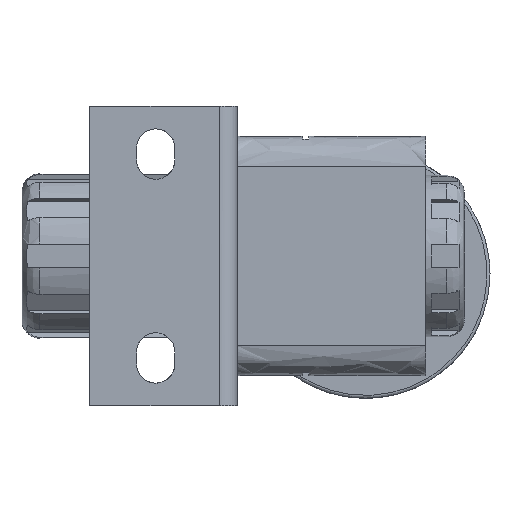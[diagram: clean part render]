
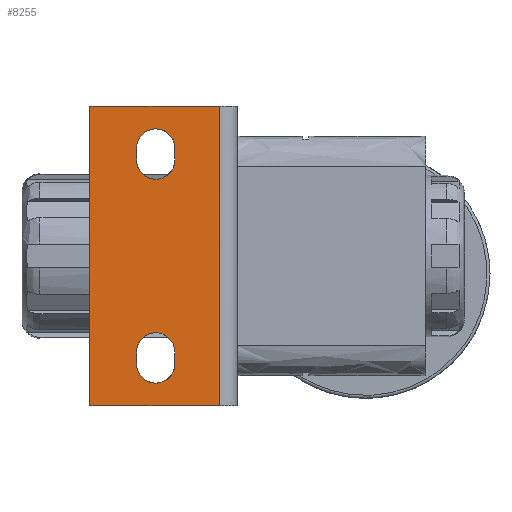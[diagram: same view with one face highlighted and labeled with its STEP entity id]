
A CAD part, left-side view. The second image highlights one B-rep face of the part: STEP entity #8255.
In plain terms, the highlighted free-form (B-spline) face has degree [1, 1] with [2, 2] control points.
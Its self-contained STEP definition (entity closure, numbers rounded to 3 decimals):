
#7582 = VERTEX_POINT('',#7583);
#7583 = CARTESIAN_POINT('',(-49.715,55.856,
    -26.32));
#7601 = VERTEX_POINT('',#7602);
#7602 = CARTESIAN_POINT('',(-49.715,46.498,
    -26.32));
#7607 = EDGE_CURVE('',#7601,#7582,#7608,.T.);
#7608 = ( BOUNDED_CURVE() B_SPLINE_CURVE(2,(#7609,#7610,#7611,#7612,
#7613),.UNSPECIFIED.,.F.,.F.) B_SPLINE_CURVE_WITH_KNOTS((3,2,3),(
    4.712,6.283,7.854),
.PIECEWISE_BEZIER_KNOTS.) CURVE() GEOMETRIC_REPRESENTATION_ITEM() 
RATIONAL_B_SPLINE_CURVE((1.,0.707,1.,0.707,1.)) 
REPRESENTATION_ITEM('') );
#7609 = CARTESIAN_POINT('',(-49.715,46.498,
    -26.32));
#7610 = CARTESIAN_POINT('',(-49.715,46.498,
    -30.999));
#7611 = CARTESIAN_POINT('',(-49.715,51.177,
    -30.999));
#7612 = CARTESIAN_POINT('',(-49.715,55.856,
    -30.999));
#7613 = CARTESIAN_POINT('',(-49.715,55.856,
    -26.32));
#7629 = EDGE_CURVE('',#7582,#7630,#7632,.T.);
#7630 = VERTEX_POINT('',#7631);
#7631 = CARTESIAN_POINT('',(-49.715,55.856,
    -23.395));
#7632 = B_SPLINE_CURVE_WITH_KNOTS('',1,(#7633,#7634),.UNSPECIFIED.,.F.,
  .F.,(2,2),(3.,5.),.PIECEWISE_BEZIER_KNOTS.);
#7633 = CARTESIAN_POINT('',(-49.715,55.856,
    -26.32));
#7634 = CARTESIAN_POINT('',(-49.715,55.856,
    -23.395));
#7658 = VERTEX_POINT('',#7659);
#7659 = CARTESIAN_POINT('',(-49.715,46.498,
    -23.395));
#7675 = EDGE_CURVE('',#7630,#7658,#7676,.T.);
#7676 = ( BOUNDED_CURVE() B_SPLINE_CURVE(2,(#7677,#7678,#7679,#7680,
#7681),.UNSPECIFIED.,.F.,.F.) B_SPLINE_CURVE_WITH_KNOTS((3,2,3),(
    1.571,3.142,4.712),
.PIECEWISE_BEZIER_KNOTS.) CURVE() GEOMETRIC_REPRESENTATION_ITEM() 
RATIONAL_B_SPLINE_CURVE((1.,0.707,1.,0.707,1.)) 
REPRESENTATION_ITEM('') );
#7677 = CARTESIAN_POINT('',(-49.715,55.856,
    -23.395));
#7678 = CARTESIAN_POINT('',(-49.715,55.856,
    -18.716));
#7679 = CARTESIAN_POINT('',(-49.715,51.177,
    -18.716));
#7680 = CARTESIAN_POINT('',(-49.715,46.498,
    -18.716));
#7681 = CARTESIAN_POINT('',(-49.715,46.498,
    -23.395));
#7697 = EDGE_CURVE('',#7658,#7601,#7698,.T.);
#7698 = B_SPLINE_CURVE_WITH_KNOTS('',1,(#7699,#7700),.UNSPECIFIED.,.F.,
  .F.,(2,2),(-5.,-3.),.PIECEWISE_BEZIER_KNOTS.);
#7699 = CARTESIAN_POINT('',(-49.715,46.498,
    -23.395));
#7700 = CARTESIAN_POINT('',(-49.715,46.498,
    -26.32));
#7718 = VERTEX_POINT('',#7719);
#7719 = CARTESIAN_POINT('',(-49.715,55.856,
    23.395));
#7737 = VERTEX_POINT('',#7738);
#7738 = CARTESIAN_POINT('',(-49.715,46.498,
    23.395));
#7743 = EDGE_CURVE('',#7737,#7718,#7744,.T.);
#7744 = ( BOUNDED_CURVE() B_SPLINE_CURVE(2,(#7745,#7746,#7747,#7748,
#7749),.UNSPECIFIED.,.F.,.F.) B_SPLINE_CURVE_WITH_KNOTS((3,2,3),(
    4.712,6.283,7.854),
.PIECEWISE_BEZIER_KNOTS.) CURVE() GEOMETRIC_REPRESENTATION_ITEM() 
RATIONAL_B_SPLINE_CURVE((1.,0.707,1.,0.707,1.)) 
REPRESENTATION_ITEM('') );
#7745 = CARTESIAN_POINT('',(-49.715,46.498,
    23.395));
#7746 = CARTESIAN_POINT('',(-49.715,46.498,
    18.716));
#7747 = CARTESIAN_POINT('',(-49.715,51.177,
    18.716));
#7748 = CARTESIAN_POINT('',(-49.715,55.856,
    18.716));
#7749 = CARTESIAN_POINT('',(-49.715,55.856,
    23.395));
#7765 = EDGE_CURVE('',#7718,#7766,#7768,.T.);
#7766 = VERTEX_POINT('',#7767);
#7767 = CARTESIAN_POINT('',(-49.715,55.856,
    26.32));
#7768 = B_SPLINE_CURVE_WITH_KNOTS('',1,(#7769,#7770),.UNSPECIFIED.,.F.,
  .F.,(2,2),(20.,22.),.PIECEWISE_BEZIER_KNOTS.);
#7769 = CARTESIAN_POINT('',(-49.715,55.856,
    23.395));
#7770 = CARTESIAN_POINT('',(-49.715,55.856,
    26.32));
#7794 = VERTEX_POINT('',#7795);
#7795 = CARTESIAN_POINT('',(-49.715,46.498,
    26.32));
#7811 = EDGE_CURVE('',#7766,#7794,#7812,.T.);
#7812 = ( BOUNDED_CURVE() B_SPLINE_CURVE(2,(#7813,#7814,#7815,#7816,
#7817),.UNSPECIFIED.,.F.,.F.) B_SPLINE_CURVE_WITH_KNOTS((3,2,3),(
    1.571,3.142,4.712),
.PIECEWISE_BEZIER_KNOTS.) CURVE() GEOMETRIC_REPRESENTATION_ITEM() 
RATIONAL_B_SPLINE_CURVE((1.,0.707,1.,0.707,1.)) 
REPRESENTATION_ITEM('') );
#7813 = CARTESIAN_POINT('',(-49.715,55.856,
    26.32));
#7814 = CARTESIAN_POINT('',(-49.715,55.856,
    30.999));
#7815 = CARTESIAN_POINT('',(-49.715,51.177,
    30.999));
#7816 = CARTESIAN_POINT('',(-49.715,46.498,
    30.999));
#7817 = CARTESIAN_POINT('',(-49.715,46.498,
    26.32));
#7833 = EDGE_CURVE('',#7794,#7737,#7834,.T.);
#7834 = B_SPLINE_CURVE_WITH_KNOTS('',1,(#7835,#7836),.UNSPECIFIED.,.F.,
  .F.,(2,2),(-22.,-20.),.PIECEWISE_BEZIER_KNOTS.);
#7835 = CARTESIAN_POINT('',(-49.715,46.498,
    26.32));
#7836 = CARTESIAN_POINT('',(-49.715,46.498,
    23.395));
#8050 = VERTEX_POINT('',#8051);
#8051 = CARTESIAN_POINT('',(-49.715,35.678,
    -36.555));
#8057 = EDGE_CURVE('',#8050,#8058,#8060,.T.);
#8058 = VERTEX_POINT('',#8059);
#8059 = CARTESIAN_POINT('',(-49.715,67.262,
    -36.555));
#8060 = B_SPLINE_CURVE_WITH_KNOTS('',1,(#8061,#8062),.UNSPECIFIED.,.F.,
  .F.,(2,2),(0.,21.6),.PIECEWISE_BEZIER_KNOTS.);
#8061 = CARTESIAN_POINT('',(-49.715,35.678,
    -36.555));
#8062 = CARTESIAN_POINT('',(-49.715,67.262,
    -36.555));
#8123 = VERTEX_POINT('',#8124);
#8124 = CARTESIAN_POINT('',(-49.715,67.262,
    36.555));
#8129 = EDGE_CURVE('',#8130,#8123,#8132,.T.);
#8130 = VERTEX_POINT('',#8131);
#8131 = CARTESIAN_POINT('',(-49.715,35.678,
    36.555));
#8132 = B_SPLINE_CURVE_WITH_KNOTS('',1,(#8133,#8134),.UNSPECIFIED.,.F.,
  .F.,(2,2),(0.,21.6),.PIECEWISE_BEZIER_KNOTS.);
#8133 = CARTESIAN_POINT('',(-49.715,35.678,
    36.555));
#8134 = CARTESIAN_POINT('',(-49.715,67.262,
    36.555));
#8242 = EDGE_CURVE('',#8050,#8130,#8243,.T.);
#8243 = B_SPLINE_CURVE_WITH_KNOTS('',1,(#8244,#8245),.UNSPECIFIED.,.F.,
  .F.,(2,2),(0.,50.),.PIECEWISE_BEZIER_KNOTS.);
#8244 = CARTESIAN_POINT('',(-49.715,35.678,
    -36.555));
#8245 = CARTESIAN_POINT('',(-49.715,35.678,
    36.555));
#8255 = ADVANCED_FACE('',(#8256,#8266,#8272),#8278,.T.);
#8256 = FACE_BOUND('',#8257,.T.);
#8257 = EDGE_LOOP('',(#8258,#8259,#8264,#8265));
#8258 = ORIENTED_EDGE('',*,*,#8129,.T.);
#8259 = ORIENTED_EDGE('',*,*,#8260,.F.);
#8260 = EDGE_CURVE('',#8058,#8123,#8261,.T.);
#8261 = B_SPLINE_CURVE_WITH_KNOTS('',1,(#8262,#8263),.UNSPECIFIED.,.F.,
  .F.,(2,2),(0.,50.),.PIECEWISE_BEZIER_KNOTS.);
#8262 = CARTESIAN_POINT('',(-49.715,67.262,
    -36.555));
#8263 = CARTESIAN_POINT('',(-49.715,67.262,
    36.555));
#8264 = ORIENTED_EDGE('',*,*,#8057,.F.);
#8265 = ORIENTED_EDGE('',*,*,#8242,.T.);
#8266 = FACE_BOUND('',#8267,.T.);
#8267 = EDGE_LOOP('',(#8268,#8269,#8270,#8271));
#8268 = ORIENTED_EDGE('',*,*,#7675,.T.);
#8269 = ORIENTED_EDGE('',*,*,#7697,.T.);
#8270 = ORIENTED_EDGE('',*,*,#7607,.T.);
#8271 = ORIENTED_EDGE('',*,*,#7629,.T.);
#8272 = FACE_BOUND('',#8273,.T.);
#8273 = EDGE_LOOP('',(#8274,#8275,#8276,#8277));
#8274 = ORIENTED_EDGE('',*,*,#7811,.T.);
#8275 = ORIENTED_EDGE('',*,*,#7833,.T.);
#8276 = ORIENTED_EDGE('',*,*,#7743,.T.);
#8277 = ORIENTED_EDGE('',*,*,#7765,.T.);
#8278 = B_SPLINE_SURFACE_WITH_KNOTS('',1,1,(
    (#8279,#8280)
    ,(#8281,#8282
    )),.UNSPECIFIED.,.F.,.F.,.F.,(2,2),(2,2),(-10.8,10.8),(0.,50.),
  .PIECEWISE_BEZIER_KNOTS.);
#8279 = CARTESIAN_POINT('',(-49.715,67.262,
    -36.555));
#8280 = CARTESIAN_POINT('',(-49.715,67.262,
    36.555));
#8281 = CARTESIAN_POINT('',(-49.715,35.678,
    -36.555));
#8282 = CARTESIAN_POINT('',(-49.715,35.678,
    36.555));
